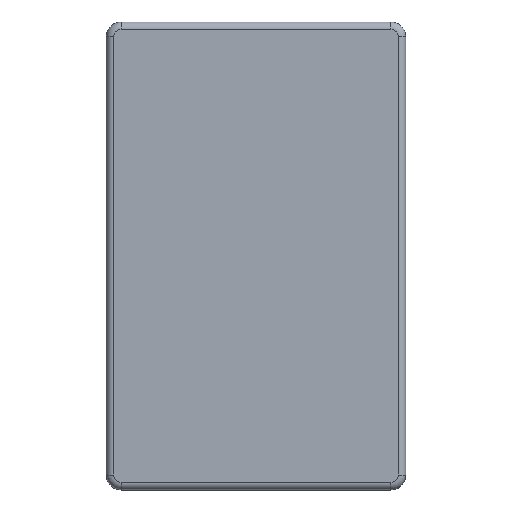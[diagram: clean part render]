
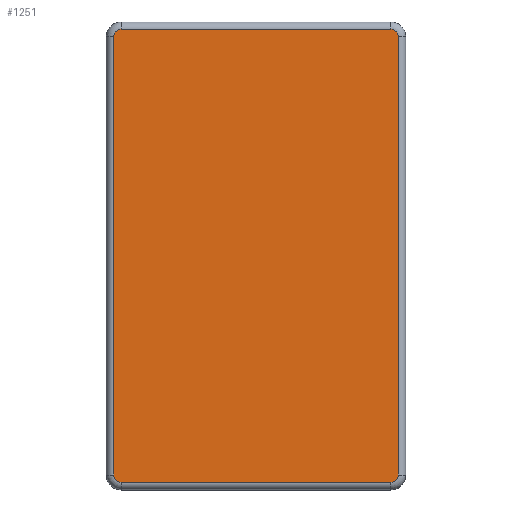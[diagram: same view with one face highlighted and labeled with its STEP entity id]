
A CAD part, top view. The second image highlights one B-rep face of the part: STEP entity #1251.
In plain terms, the highlighted planar face has unit normal (0, 0, 1).
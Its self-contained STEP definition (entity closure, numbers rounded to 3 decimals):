
#41=( GEOMETRIC_REPRESENTATION_CONTEXT(2) PARAMETRIC_REPRESENTATION_CONTEXT() REPRESENTATION_CONTEXT('2D SPACE','') );
#57=VECTOR('',#58,1.);
#58=DIRECTION('',(-1.,0.));
#63=DIRECTION('',(1.,0.,0.));
#67=VECTOR('',#68,1.);
#68=DIRECTION('',(1.,0.));
#77=DEFINITIONAL_REPRESENTATION('',(#78),#41);
#78=LINE('',#79,#57);
#79=CARTESIAN_POINT('',(0.,1.571));
#104=DIRECTION('',(0.,0.,-1.));
#105=DIRECTION('',(0.,-1.,0.));
#125=VECTOR('',#126,1.);
#126=DIRECTION('',(0.,-1.));
#147=VECTOR('',#148,1.);
#148=DIRECTION('',(0.,-1.,0.));
#189=VECTOR('',#190,1.);
#190=DIRECTION('',(-1.,0.,0.));
#195=VECTOR('',#196,1.);
#196=DIRECTION('',(0.,1.));
#214=AXIS2_PLACEMENT_2D('',#215,#68);
#215=CARTESIAN_POINT('',(14.875,9.16));
#229=VECTOR('',#230,1.);
#230=DIRECTION('',(0.,1.,0.));
#250=CARTESIAN_POINT('',(-14.875,9.16));
#264=VECTOR('',#63,1.);
#485=CYLINDRICAL_SURFACE('',#486,0.5);
#486=AXIS2_PLACEMENT_3D('',#487,#148,#63);
#487=CARTESIAN_POINT('',(17.28,3.445,10.));
#497=DEFINITIONAL_REPRESENTATION('',(#498),#41);
#498=LINE('',#499,#195);
#499=CARTESIAN_POINT('',(1.571,0.));
#522=CARTESIAN_POINT('',(16.78,3.445,10.));
#523=DIRECTION('',(0.,0.,-1.));
#524=DIRECTION('',(0.,1.,0.));
#532=TOROIDAL_SURFACE('',#533,0.5,0.5);
#533=AXIS2_PLACEMENT_3D('',#522,#534,#524);
#534=DIRECTION('',(0.,0.,1.));
#553=CARTESIAN_POINT('',(16.78,-26.305,10.));
#554=DIRECTION('',(1.,0.,0.));
#557=TOROIDAL_SURFACE('',#558,0.5,0.5);
#558=AXIS2_PLACEMENT_3D('',#553,#534,#554);
#583=CYLINDRICAL_SURFACE('',#584,0.5);
#584=AXIS2_PLACEMENT_3D('',#585,#63,#230);
#585=CARTESIAN_POINT('',(-1.54,3.945,10.));
#598=CYLINDRICAL_SURFACE('',#599,0.5);
#599=AXIS2_PLACEMENT_3D('',#600,#190,#148);
#600=CARTESIAN_POINT('',(16.78,-26.805,10.));
#626=CARTESIAN_POINT('',(-1.54,3.445,10.));
#627=DIRECTION('',(-1.,0.,0.));
#633=TOROIDAL_SURFACE('',#634,0.5,0.5);
#634=AXIS2_PLACEMENT_3D('',#626,#534,#627);
#651=CARTESIAN_POINT('',(-1.54,-26.305,10.));
#652=DIRECTION('',(0.,-1.,0.));
#655=TOROIDAL_SURFACE('',#656,0.5,0.5);
#656=AXIS2_PLACEMENT_3D('',#651,#534,#652);
#667=CYLINDRICAL_SURFACE('',#668,0.5);
#668=AXIS2_PLACEMENT_3D('',#669,#230,#190);
#669=CARTESIAN_POINT('',(-2.04,-26.305,10.));
#849=VERTEX_POINT('',#850);
#850=CARTESIAN_POINT('',(17.28,3.445,10.5));
#863=ORIENTED_EDGE('',*,*,#864,.T.);
#864=EDGE_CURVE('',#849,#865,#867,.T.);
#865=VERTEX_POINT('',#866);
#866=CARTESIAN_POINT('',(17.28,-26.305,10.5));
#867=SURFACE_CURVE('',#868,(#869,#870),.PCURVE_S1.);
#868=LINE('',#850,#147);
#869=PCURVE('',#485,#497);
#870=PCURVE('',#871,#874);
#871=PLANE('',#872);
#872=AXIS2_PLACEMENT_3D('',#873,#104,#105);
#873=CARTESIAN_POINT('',(7.62,-11.43,10.5));
#874=DEFINITIONAL_REPRESENTATION('',(#875),#41);
#875=LINE('',#876,#67);
#876=CARTESIAN_POINT('',(-14.875,-9.66));
#895=VERTEX_POINT('',#896);
#896=CARTESIAN_POINT('',(16.78,3.945,10.5));
#908=EDGE_CURVE('',#895,#849,#909,.T.);
#909=SURFACE_CURVE('',#910,(#913,#914),.PCURVE_S1.);
#910=CIRCLE('',#911,0.5);
#911=AXIS2_PLACEMENT_3D('',#912,#523,#524);
#912=CARTESIAN_POINT('',(16.78,3.445,10.5));
#913=PCURVE('',#532,#77);
#914=PCURVE('',#871,#915);
#915=DEFINITIONAL_REPRESENTATION('',(#916),#41);
#916=CIRCLE('',#917,0.5);
#917=AXIS2_PLACEMENT_2D('',#918,#58);
#918=CARTESIAN_POINT('',(-14.875,-9.16));
#924=VERTEX_POINT('',#925);
#925=CARTESIAN_POINT('',(16.78,-26.805,10.5));
#933=EDGE_CURVE('',#865,#924,#934,.T.);
#934=SURFACE_CURVE('',#935,(#938,#939),.PCURVE_S1.);
#935=CIRCLE('',#936,0.5);
#936=AXIS2_PLACEMENT_3D('',#937,#523,#554);
#937=CARTESIAN_POINT('',(16.78,-26.305,10.5));
#938=PCURVE('',#557,#77);
#939=PCURVE('',#871,#940);
#940=DEFINITIONAL_REPRESENTATION('',(#941),#41);
#941=CIRCLE('',#942,0.5);
#942=AXIS2_PLACEMENT_2D('',#943,#126);
#943=CARTESIAN_POINT('',(14.875,-9.16));
#949=VERTEX_POINT('',#950);
#950=CARTESIAN_POINT('',(-1.54,3.945,10.5));
#959=ORIENTED_EDGE('',*,*,#960,.T.);
#960=EDGE_CURVE('',#949,#895,#961,.T.);
#961=SURFACE_CURVE('',#962,(#963,#964),.PCURVE_S1.);
#962=LINE('',#950,#264);
#963=PCURVE('',#583,#497);
#964=PCURVE('',#871,#965);
#965=DEFINITIONAL_REPRESENTATION('',(#966),#41);
#966=LINE('',#967,#125);
#967=CARTESIAN_POINT('',(-15.375,9.16));
#972=ORIENTED_EDGE('',*,*,#973,.T.);
#973=EDGE_CURVE('',#924,#974,#976,.T.);
#974=VERTEX_POINT('',#975);
#975=CARTESIAN_POINT('',(-1.54,-26.805,10.5));
#976=SURFACE_CURVE('',#977,(#978,#979),.PCURVE_S1.);
#977=LINE('',#925,#189);
#978=PCURVE('',#598,#497);
#979=PCURVE('',#871,#980);
#980=DEFINITIONAL_REPRESENTATION('',(#981),#41);
#981=LINE('',#982,#195);
#982=CARTESIAN_POINT('',(15.375,-9.16));
#997=VERTEX_POINT('',#998);
#998=CARTESIAN_POINT('',(-2.04,3.445,10.5));
#1008=EDGE_CURVE('',#997,#949,#1009,.T.);
#1009=SURFACE_CURVE('',#1010,(#1013,#1014),.PCURVE_S1.);
#1010=CIRCLE('',#1011,0.5);
#1011=AXIS2_PLACEMENT_3D('',#1012,#523,#627);
#1012=CARTESIAN_POINT('',(-1.54,3.445,10.5));
#1013=PCURVE('',#633,#77);
#1014=PCURVE('',#871,#1015);
#1015=DEFINITIONAL_REPRESENTATION('',(#1016),#41);
#1016=CIRCLE('',#1017,0.5);
#1017=AXIS2_PLACEMENT_2D('',#250,#196);
#1024=VERTEX_POINT('',#1025);
#1025=CARTESIAN_POINT('',(-2.04,-26.305,10.5));
#1034=EDGE_CURVE('',#974,#1024,#1035,.T.);
#1035=SURFACE_CURVE('',#1036,(#1039,#1040),.PCURVE_S1.);
#1036=CIRCLE('',#1037,0.5);
#1037=AXIS2_PLACEMENT_3D('',#1038,#523,#652);
#1038=CARTESIAN_POINT('',(-1.54,-26.305,10.5));
#1039=PCURVE('',#655,#77);
#1040=PCURVE('',#871,#1041);
#1041=DEFINITIONAL_REPRESENTATION('',(#1042),#41);
#1042=CIRCLE('',#214,0.5);
#1046=ORIENTED_EDGE('',*,*,#1047,.T.);
#1047=EDGE_CURVE('',#1024,#997,#1048,.T.);
#1048=SURFACE_CURVE('',#1049,(#1050,#1051),.PCURVE_S1.);
#1049=LINE('',#1025,#229);
#1050=PCURVE('',#667,#497);
#1051=PCURVE('',#871,#1052);
#1052=DEFINITIONAL_REPRESENTATION('',(#1053),#41);
#1053=LINE('',#1054,#57);
#1054=CARTESIAN_POINT('',(14.875,9.66));
#1251=ADVANCED_FACE('',(#1252),#871,.F.);
#1252=FACE_BOUND('',#1253,.F.);
#1253=EDGE_LOOP('',(#959,#1254,#863,#1255,#972,#1256,#1046,#1257));
#1254=ORIENTED_EDGE('',*,*,#908,.T.);
#1255=ORIENTED_EDGE('',*,*,#933,.T.);
#1256=ORIENTED_EDGE('',*,*,#1034,.T.);
#1257=ORIENTED_EDGE('',*,*,#1008,.T.);
